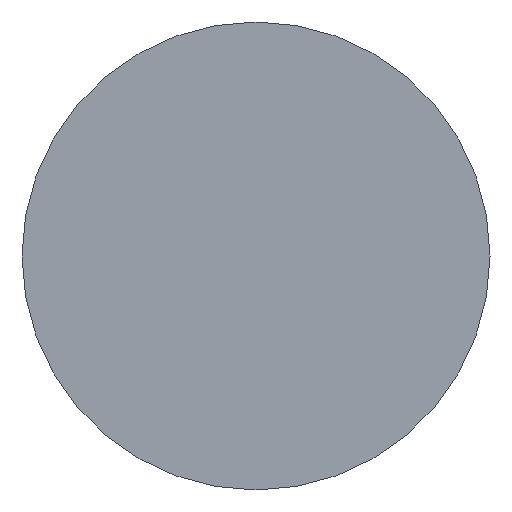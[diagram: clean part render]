
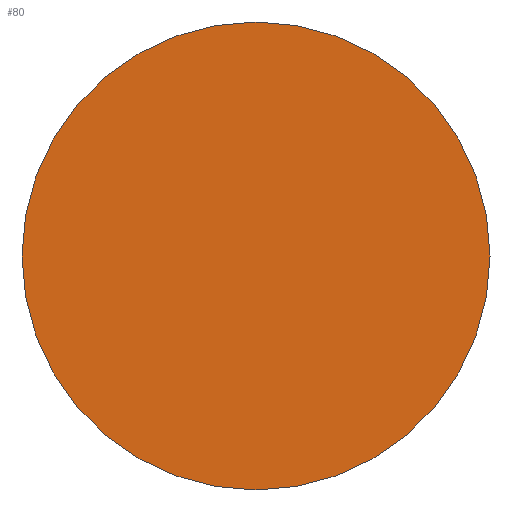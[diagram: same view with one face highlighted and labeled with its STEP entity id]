
A CAD part, front view. The second image highlights one B-rep face of the part: STEP entity #80.
In plain terms, the highlighted planar face has unit normal (0, -1, 0).
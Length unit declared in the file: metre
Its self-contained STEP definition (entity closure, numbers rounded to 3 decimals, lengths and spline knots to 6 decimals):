
#14=CIRCLE('',#101,0.0026);
#30=ORIENTED_EDGE('',*,*,#40,.T.);
#40=EDGE_CURVE('',#46,#46,#14,.T.);
#46=VERTEX_POINT('',#147);
#61=EDGE_LOOP('',(#30));
#69=FACE_BOUND('',#61,.T.);
#74=PLANE('',#103);
#80=ADVANCED_FACE('',(#69),#74,.T.);
#101=AXIS2_PLACEMENT_3D('',#146,#123,#124);
#103=AXIS2_PLACEMENT_3D('',#150,#127,#128);
#123=DIRECTION('',(0.,-1.,0.));
#124=DIRECTION('',(0.,0.,-1.));
#127=DIRECTION('',(0.,-1.,0.));
#128=DIRECTION('',(1.,0.,0.));
#146=CARTESIAN_POINT('',(0.05,-0.068,0.121));
#147=CARTESIAN_POINT('',(0.05,-0.068,0.1184));
#150=CARTESIAN_POINT('',(0.05,-0.068,0.121));
